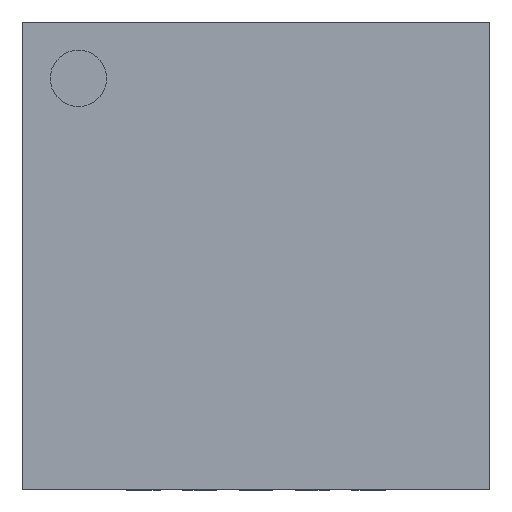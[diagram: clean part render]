
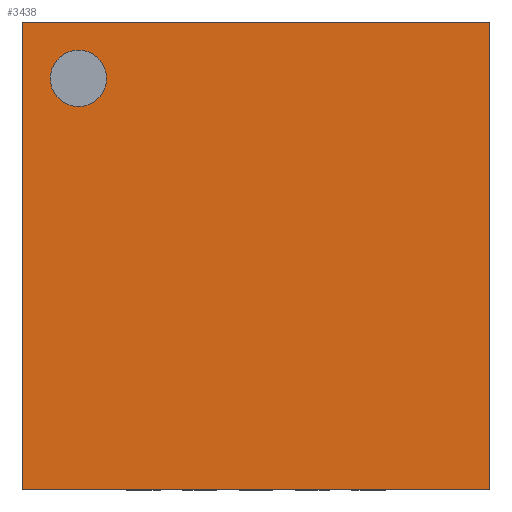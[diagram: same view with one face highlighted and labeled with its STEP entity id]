
A CAD part, top view. The second image highlights one B-rep face of the part: STEP entity #3438.
In plain terms, the highlighted planar face has unit normal (0, 0, 1).
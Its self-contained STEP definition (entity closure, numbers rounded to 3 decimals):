
#326=CARTESIAN_POINT('',(-1.325,1.575,1.0));
#327=VERTEX_POINT('',#326);
#336=CARTESIAN_POINT('',(-1.825,1.575,1.0));
#337=VERTEX_POINT('',#336);
#338=CARTESIAN_POINT('',(-1.575,1.575,1.0));
#339=DIRECTION('',(0.0,0.0,-1.0));
#340=DIRECTION('',(1.0,0.0,0.0));
#341=AXIS2_PLACEMENT_3D('',#338,#339,#340);
#342=CIRCLE('',#341,0.25);
#343=EDGE_CURVE('',#337,#327,#342,.T.);
#377=CARTESIAN_POINT('',(-1.575,1.575,1.0));
#378=DIRECTION('',(0.0,0.0,-1.0));
#379=DIRECTION('',(1.0,0.0,0.0));
#380=AXIS2_PLACEMENT_3D('',#377,#378,#379);
#381=CIRCLE('',#380,0.25);
#382=EDGE_CURVE('',#327,#337,#381,.T.);
#3079=CARTESIAN_POINT('',(2.075,-2.075,1.0));
#3080=VERTEX_POINT('',#3079);
#3087=CARTESIAN_POINT('',(-2.075,-2.075,1.0));
#3088=VERTEX_POINT('',#3087);
#3089=CARTESIAN_POINT('',(2.075,-2.075,1.0));
#3090=DIRECTION('',(-1.0,0.0,0.0));
#3091=VECTOR('',#3090,4.15);
#3092=LINE('',#3089,#3091);
#3093=EDGE_CURVE('',#3080,#3088,#3092,.T.);
#3164=CARTESIAN_POINT('',(2.075,2.075,1.0));
#3165=VERTEX_POINT('',#3164);
#3172=CARTESIAN_POINT('',(2.075,2.075,1.0));
#3173=DIRECTION('',(0.0,-1.0,0.0));
#3174=VECTOR('',#3173,4.15);
#3175=LINE('',#3172,#3174);
#3176=EDGE_CURVE('',#3165,#3080,#3175,.T.);
#3365=CARTESIAN_POINT('',(-2.075,2.075,1.0));
#3366=VERTEX_POINT('',#3365);
#3373=CARTESIAN_POINT('',(-2.075,2.075,1.0));
#3374=DIRECTION('',(1.0,0.0,0.0));
#3375=VECTOR('',#3374,4.15);
#3376=LINE('',#3373,#3375);
#3377=EDGE_CURVE('',#3366,#3165,#3376,.T.);
#3410=CARTESIAN_POINT('',(-2.075,-2.075,1.0));
#3411=DIRECTION('',(0.0,1.0,0.0));
#3412=VECTOR('',#3411,4.15);
#3413=LINE('',#3410,#3412);
#3414=EDGE_CURVE('',#3088,#3366,#3413,.T.);
#3423=CARTESIAN_POINT('',(0.0,0.0,1.0));
#3424=DIRECTION('',(0.0,0.0,1.0));
#3425=DIRECTION('',(1.0,0.0,0.0));
#3426=AXIS2_PLACEMENT_3D('',#3423,#3424,#3425);
#3427=PLANE('',#3426);
#3428=ORIENTED_EDGE('',*,*,#3377,.F.);
#3429=ORIENTED_EDGE('',*,*,#3414,.F.);
#3430=ORIENTED_EDGE('',*,*,#3093,.F.);
#3431=ORIENTED_EDGE('',*,*,#3176,.F.);
#3432=EDGE_LOOP('',(#3428,#3429,#3430,#3431));
#3433=FACE_OUTER_BOUND('',#3432,.T.);
#3434=ORIENTED_EDGE('',*,*,#382,.T.);
#3435=ORIENTED_EDGE('',*,*,#343,.T.);
#3436=EDGE_LOOP('',(#3434,#3435));
#3437=FACE_BOUND('',#3436,.T.);
#3438=ADVANCED_FACE('',(#3433,#3437),#3427,.T.);
